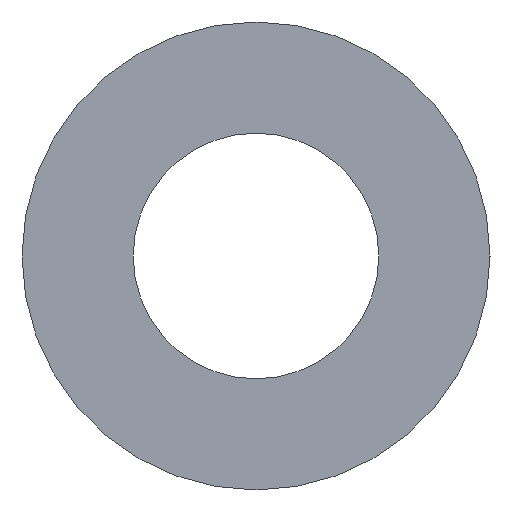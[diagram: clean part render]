
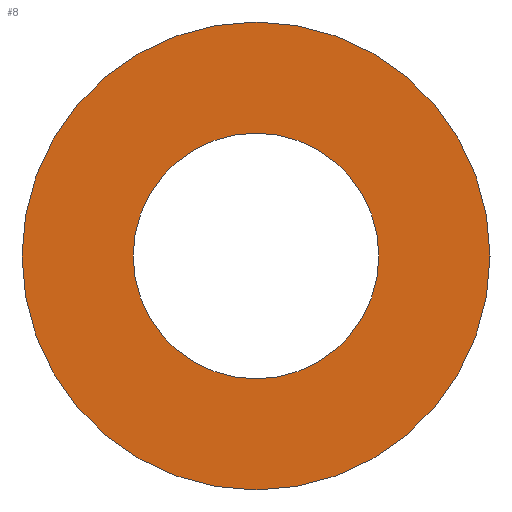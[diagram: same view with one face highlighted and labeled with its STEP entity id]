
A CAD part, left-side view. The second image highlights one B-rep face of the part: STEP entity #8.
In plain terms, the highlighted planar face has unit normal (-1, 0, 0).
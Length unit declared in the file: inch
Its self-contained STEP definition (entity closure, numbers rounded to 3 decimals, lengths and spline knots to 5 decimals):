
#8 = ADVANCED_FACE ( 'NONE', ( #212, #57 ), #39, .F. ) ;
#17 = VERTEX_POINT ( 'NONE', #233 ) ;
#27 = CARTESIAN_POINT ( 'NONE',  ( -0.5625, 0., 0. ) ) ;
#39 = PLANE ( 'NONE',  #112 ) ;
#43 = CARTESIAN_POINT ( 'NONE',  ( -0.5625, 0., 0. ) ) ;
#45 = CARTESIAN_POINT ( 'NONE',  ( -0.5625, 0., 0. ) ) ;
#57 = FACE_OUTER_BOUND ( 'NONE', #189, .T. ) ;
#59 = EDGE_CURVE ( 'NONE', #17, #150, #202, .T. ) ;
#63 = ORIENTED_EDGE ( 'NONE', *, *, #59, .F. ) ;
#65 = DIRECTION ( 'NONE',  ( 0., 0., 1. ) ) ;
#69 = DIRECTION ( 'NONE',  ( 0., 0., 1. ) ) ;
#81 = VERTEX_POINT ( 'NONE', #196 ) ;
#82 = CARTESIAN_POINT ( 'NONE',  ( -0.5625, 0.1875, 0. ) ) ;
#85 = DIRECTION ( 'NONE',  ( -1., 0., 0. ) ) ;
#87 = CARTESIAN_POINT ( 'NONE',  ( -0.5625, 0., 0. ) ) ;
#105 = CARTESIAN_POINT ( 'NONE',  ( -0.5625, 0., 0.1875 ) ) ;
#108 = EDGE_CURVE ( 'NONE', #150, #17, #228, .T. ) ;
#112 = AXIS2_PLACEMENT_3D ( 'NONE', #82, #115, #157 ) ;
#115 = DIRECTION ( 'NONE',  ( 1., 0., 0. ) ) ;
#119 = AXIS2_PLACEMENT_3D ( 'NONE', #43, #145, #236 ) ;
#123 = DIRECTION ( 'NONE',  ( 0., 0., 1. ) ) ;
#130 = CIRCLE ( 'NONE', #245, 0.1875 ) ;
#136 = VERTEX_POINT ( 'NONE', #105 ) ;
#145 = DIRECTION ( 'NONE',  ( -1., 0., 0. ) ) ;
#150 = VERTEX_POINT ( 'NONE', #218 ) ;
#154 = ORIENTED_EDGE ( 'NONE', *, *, #108, .F. ) ;
#156 = EDGE_CURVE ( 'NONE', #136, #81, #186, .T. ) ;
#157 = DIRECTION ( 'NONE',  ( 0., 0., -1. ) ) ;
#164 = AXIS2_PLACEMENT_3D ( 'NONE', #27, #178, #65 ) ;
#171 = ORIENTED_EDGE ( 'NONE', *, *, #217, .T. ) ;
#174 = ORIENTED_EDGE ( 'NONE', *, *, #156, .T. ) ;
#178 = DIRECTION ( 'NONE',  ( -1., 0., 0. ) ) ;
#179 = DIRECTION ( 'NONE',  ( -1., 0., 0. ) ) ;
#186 = CIRCLE ( 'NONE', #215, 0.1875 ) ;
#189 = EDGE_LOOP ( 'NONE', ( #174, #171 ) ) ;
#196 = CARTESIAN_POINT ( 'NONE',  ( -0.5625, 0., -0.1875 ) ) ;
#202 = CIRCLE ( 'NONE', #119, 0.09843 ) ;
#212 = FACE_BOUND ( 'NONE', #248, .T. ) ;
#215 = AXIS2_PLACEMENT_3D ( 'NONE', #87, #85, #69 ) ;
#217 = EDGE_CURVE ( 'NONE', #81, #136, #130, .T. ) ;
#218 = CARTESIAN_POINT ( 'NONE',  ( -0.5625, 0., -0.09843 ) ) ;
#228 = CIRCLE ( 'NONE', #164, 0.09843 ) ;
#233 = CARTESIAN_POINT ( 'NONE',  ( -0.5625, 0., 0.09843 ) ) ;
#236 = DIRECTION ( 'NONE',  ( 0., 0., 1. ) ) ;
#245 = AXIS2_PLACEMENT_3D ( 'NONE', #45, #179, #123 ) ;
#248 = EDGE_LOOP ( 'NONE', ( #63, #154 ) ) ;
